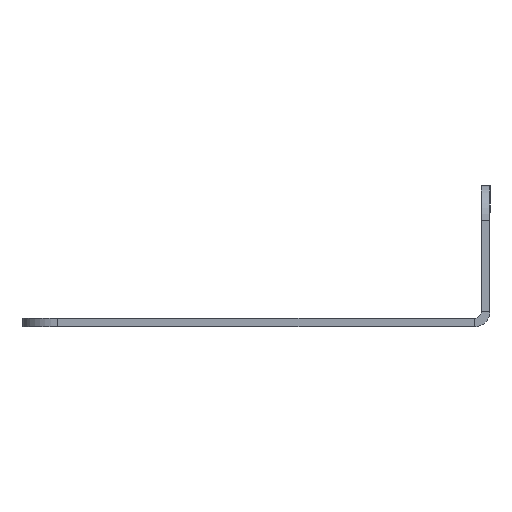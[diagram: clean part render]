
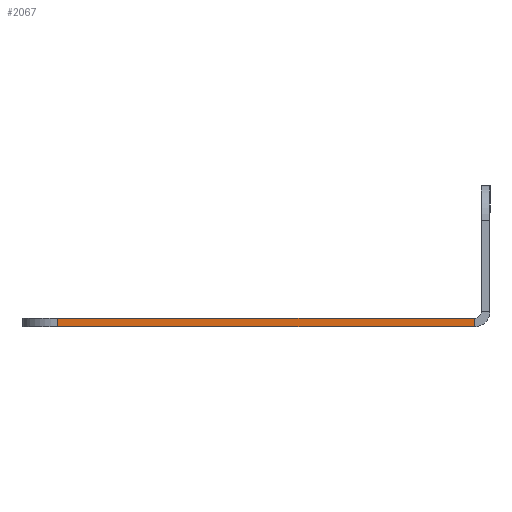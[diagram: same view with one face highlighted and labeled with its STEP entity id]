
A CAD part, left-side view. The second image highlights one B-rep face of the part: STEP entity #2067.
In plain terms, the highlighted planar face has unit normal (-1, 0, 0).
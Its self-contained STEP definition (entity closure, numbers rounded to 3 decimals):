
#68 = CARTESIAN_POINT ( 'NONE',  ( -286.5, -31.9, 0. ) ) ;
#164 = VECTOR ( 'NONE', #2227, 1000. ) ;
#228 = CARTESIAN_POINT ( 'NONE',  ( -286.5, 31.9, -1.2 ) ) ;
#336 = EDGE_CURVE ( 'NONE', #3332, #2351, #2821, .T. ) ;
#485 = DIRECTION ( 'NONE',  ( 0., 0., 1. ) ) ;
#513 = DIRECTION ( 'NONE',  ( 0., -1., 0. ) ) ;
#516 = AXIS2_PLACEMENT_3D ( 'NONE', #2121, #2642, #485 ) ;
#846 = CARTESIAN_POINT ( 'NONE',  ( -286.5, 26.9, 0. ) ) ;
#1011 = LINE ( 'NONE', #2813, #2928 ) ;
#1112 = EDGE_CURVE ( 'NONE', #3526, #3332, #1430, .T. ) ;
#1229 = ORIENTED_EDGE ( 'NONE', *, *, #1112, .T. ) ;
#1308 = EDGE_CURVE ( 'NONE', #2219, #2351, #1681, .T. ) ;
#1376 = VECTOR ( 'NONE', #2099, 1000. ) ;
#1430 = LINE ( 'NONE', #228, #164 ) ;
#1589 = PLANE ( 'NONE',  #516 ) ;
#1619 = ORIENTED_EDGE ( 'NONE', *, *, #1308, .F. ) ;
#1641 = FACE_OUTER_BOUND ( 'NONE', #1881, .T. ) ;
#1681 = LINE ( 'NONE', #2730, #3482 ) ;
#1708 = CARTESIAN_POINT ( 'NONE',  ( -286.5, 26.9, -1.2 ) ) ;
#1881 = EDGE_LOOP ( 'NONE', ( #1619, #2516, #1229, #2119 ) ) ;
#2067 = ADVANCED_FACE ( 'NONE', ( #1641 ), #1589, .T. ) ;
#2099 = DIRECTION ( 'NONE',  ( 0., 0., 1. ) ) ;
#2119 = ORIENTED_EDGE ( 'NONE', *, *, #336, .T. ) ;
#2121 = CARTESIAN_POINT ( 'NONE',  ( -286.5, 31.9, -1.2 ) ) ;
#2219 = VERTEX_POINT ( 'NONE', #846 ) ;
#2227 = DIRECTION ( 'NONE',  ( 0., -1., 0. ) ) ;
#2351 = VERTEX_POINT ( 'NONE', #68 ) ;
#2387 = CARTESIAN_POINT ( 'NONE',  ( -286.5, -31.9, -1.2 ) ) ;
#2478 = CARTESIAN_POINT ( 'NONE',  ( -286.5, -31.9, -1.2 ) ) ;
#2516 = ORIENTED_EDGE ( 'NONE', *, *, #3014, .T. ) ;
#2642 = DIRECTION ( 'NONE',  ( -1., 0., 0. ) ) ;
#2730 = CARTESIAN_POINT ( 'NONE',  ( -286.5, 31.9, 0. ) ) ;
#2813 = CARTESIAN_POINT ( 'NONE',  ( -286.5, 26.9, -1.2 ) ) ;
#2821 = LINE ( 'NONE', #2387, #1376 ) ;
#2928 = VECTOR ( 'NONE', #3355, 1000. ) ;
#3014 = EDGE_CURVE ( 'NONE', #2219, #3526, #1011, .T. ) ;
#3332 = VERTEX_POINT ( 'NONE', #2478 ) ;
#3355 = DIRECTION ( 'NONE',  ( 0., 0., -1. ) ) ;
#3482 = VECTOR ( 'NONE', #513, 1000. ) ;
#3526 = VERTEX_POINT ( 'NONE', #1708 ) ;
